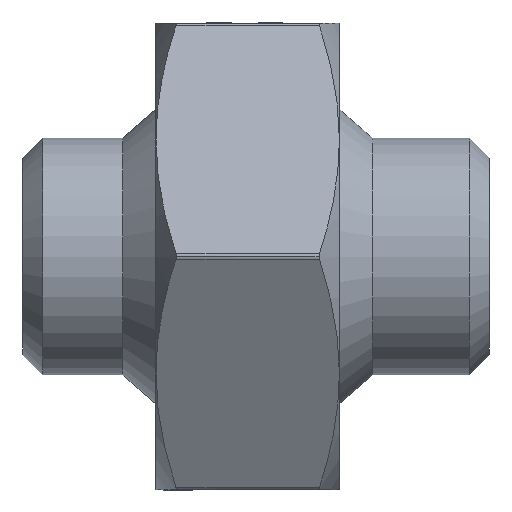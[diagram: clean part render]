
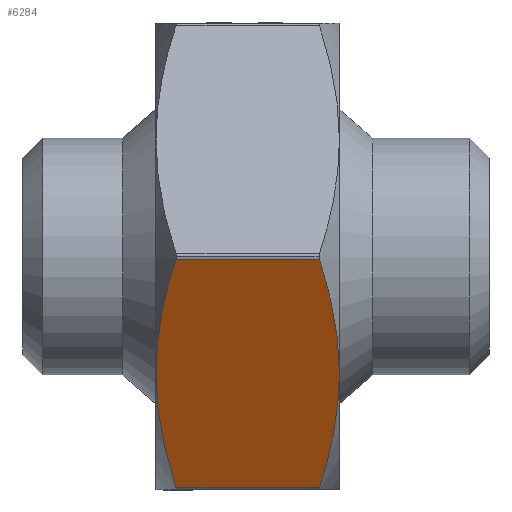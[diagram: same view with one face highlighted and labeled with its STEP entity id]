
A CAD part, front view. The second image highlights one B-rep face of the part: STEP entity #6284.
In plain terms, the highlighted planar face has unit normal (0, -0.866, -0.5).
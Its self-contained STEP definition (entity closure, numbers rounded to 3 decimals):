
#203 = DIRECTION ( 'NONE',  ( -1., 0., 0. ) ) ;
#343 = VERTEX_POINT ( 'NONE', #10779 ) ;
#439 = EDGE_CURVE ( 'NONE', #14250, #343, #13814, .T. ) ;
#955 = EDGE_LOOP ( 'NONE', ( #2028, #1059, #13607, #7407, #5344, #5558 ) ) ;
#1059 = ORIENTED_EDGE ( 'NONE', *, *, #439, .T. ) ;
#1145 = CARTESIAN_POINT ( 'NONE',  ( 0., -24.104, -0.25 ) ) ;
#1398 = CARTESIAN_POINT ( 'NONE',  ( 8.25, -20.942, -5.728 ) ) ;
#1784 = PLANE ( 'NONE',  #8665 ) ;
#1833 = CARTESIAN_POINT ( 'NONE',  ( 0., -24.249, 0. ) ) ;
#1967 = VERTEX_POINT ( 'NONE', #7196 ) ;
#2028 = ORIENTED_EDGE ( 'NONE', *, *, #11237, .F. ) ;
#2531 = CARTESIAN_POINT ( 'NONE',  ( 8.25, -18.187, -10.5 ) ) ;
#2540 = CARTESIAN_POINT ( 'NONE',  ( 6.457, -24.104, -0.25 ) ) ;
#2572 = DIRECTION ( 'NONE',  ( 1., 0., 0. ) ) ;
#2977 = VECTOR ( 'NONE', #203, 1000. ) ;
#3251 = EDGE_CURVE ( 'NONE', #343, #8731, #5400, .T. ) ;
#3419 = CARTESIAN_POINT ( 'NONE',  ( -8.25, -20.942, -5.728 ) ) ;
#3513 = CARTESIAN_POINT ( 'NONE',  ( 6.457, -12.269, -20.75 ) ) ;
#4041 = FACE_OUTER_BOUND ( 'NONE', #955, .T. ) ;
#4174 =( BOUNDED_CURVE ( )  B_SPLINE_CURVE ( 2, ( #3513, #12322, #2531 ),
 .UNSPECIFIED., .F., .T. ) 
 B_SPLINE_CURVE_WITH_KNOTS ( ( 3, 3 ),
 ( 0.514, 1.789 ),
 .UNSPECIFIED. ) 
 CURVE ( )  GEOMETRIC_REPRESENTATION_ITEM ( )  RATIONAL_B_SPLINE_CURVE ( ( 1.03, 1.052, 1. ) ) 
 REPRESENTATION_ITEM ( '' )  );
#4576 = VERTEX_POINT ( 'NONE', #11063 ) ;
#5344 = ORIENTED_EDGE ( 'NONE', *, *, #9535, .T. ) ;
#5400 =( BOUNDED_CURVE ( )  B_SPLINE_CURVE ( 2, ( #10451, #11676, #9281 ),
 .UNSPECIFIED., .F., .T. ) 
 B_SPLINE_CURVE_WITH_KNOTS ( ( 3, 3 ),
 ( 1.789, 3.064 ),
 .UNSPECIFIED. ) 
 CURVE ( )  GEOMETRIC_REPRESENTATION_ITEM ( )  RATIONAL_B_SPLINE_CURVE ( ( 1., 1.052, 1.03 ) ) 
 REPRESENTATION_ITEM ( '' )  );
#5558 = ORIENTED_EDGE ( 'NONE', *, *, #8866, .T. ) ;
#6259 = LINE ( 'NONE', #1145, #7827 ) ;
#6284 = ADVANCED_FACE ( 'NONE', ( #4041 ), #1784, .T. ) ;
#6391 = LINE ( 'NONE', #9441, #2977 ) ;
#7196 = CARTESIAN_POINT ( 'NONE',  ( 6.457, -12.269, -20.75 ) ) ;
#7407 = ORIENTED_EDGE ( 'NONE', *, *, #7412, .F. ) ;
#7412 = EDGE_CURVE ( 'NONE', #1967, #8731, #6391, .T. ) ;
#7571 = VERTEX_POINT ( 'NONE', #13602 ) ;
#7827 = VECTOR ( 'NONE', #2572, 1000. ) ;
#8665 = AXIS2_PLACEMENT_3D ( 'NONE', #1833, #11804, #10872 ) ;
#8731 = VERTEX_POINT ( 'NONE', #12641 ) ;
#8866 = EDGE_CURVE ( 'NONE', #7571, #4576, #13991, .T. ) ;
#9281 = CARTESIAN_POINT ( 'NONE',  ( -6.457, -12.269, -20.75 ) ) ;
#9441 = CARTESIAN_POINT ( 'NONE',  ( 0., -12.269, -20.75 ) ) ;
#9535 = EDGE_CURVE ( 'NONE', #1967, #7571, #4174, .T. ) ;
#10451 = CARTESIAN_POINT ( 'NONE',  ( -8.25, -18.187, -10.5 ) ) ;
#10779 = CARTESIAN_POINT ( 'NONE',  ( -8.25, -18.187, -10.5 ) ) ;
#10872 = DIRECTION ( 'NONE',  ( 0., 0.5, -0.866 ) ) ;
#11063 = CARTESIAN_POINT ( 'NONE',  ( 6.457, -24.104, -0.25 ) ) ;
#11237 = EDGE_CURVE ( 'NONE', #14250, #4576, #6259, .T. ) ;
#11676 = CARTESIAN_POINT ( 'NONE',  ( -8.25, -15.431, -15.272 ) ) ;
#11804 = DIRECTION ( 'NONE',  ( 0., -0.866, -0.5 ) ) ;
#12322 = CARTESIAN_POINT ( 'NONE',  ( 8.25, -15.431, -15.272 ) ) ;
#12484 = CARTESIAN_POINT ( 'NONE',  ( 8.25, -18.187, -10.5 ) ) ;
#12641 = CARTESIAN_POINT ( 'NONE',  ( -6.457, -12.269, -20.75 ) ) ;
#13267 = CARTESIAN_POINT ( 'NONE',  ( -8.25, -18.187, -10.5 ) ) ;
#13368 = CARTESIAN_POINT ( 'NONE',  ( -6.457, -24.104, -0.25 ) ) ;
#13602 = CARTESIAN_POINT ( 'NONE',  ( 8.25, -18.187, -10.5 ) ) ;
#13607 = ORIENTED_EDGE ( 'NONE', *, *, #3251, .T. ) ;
#13814 =( BOUNDED_CURVE ( )  B_SPLINE_CURVE ( 2, ( #13368, #3419, #13267 ),
 .UNSPECIFIED., .F., .T. ) 
 B_SPLINE_CURVE_WITH_KNOTS ( ( 3, 3 ),
 ( 0.514, 1.789 ),
 .UNSPECIFIED. ) 
 CURVE ( )  GEOMETRIC_REPRESENTATION_ITEM ( )  RATIONAL_B_SPLINE_CURVE ( ( 1.03, 1.052, 1. ) ) 
 REPRESENTATION_ITEM ( '' )  );
#13991 =( BOUNDED_CURVE ( )  B_SPLINE_CURVE ( 2, ( #12484, #1398, #2540 ),
 .UNSPECIFIED., .F., .T. ) 
 B_SPLINE_CURVE_WITH_KNOTS ( ( 3, 3 ),
 ( 1.789, 3.064 ),
 .UNSPECIFIED. ) 
 CURVE ( )  GEOMETRIC_REPRESENTATION_ITEM ( )  RATIONAL_B_SPLINE_CURVE ( ( 1., 1.052, 1.03 ) ) 
 REPRESENTATION_ITEM ( '' )  );
#14023 = CARTESIAN_POINT ( 'NONE',  ( -6.457, -24.104, -0.25 ) ) ;
#14250 = VERTEX_POINT ( 'NONE', #14023 ) ;
